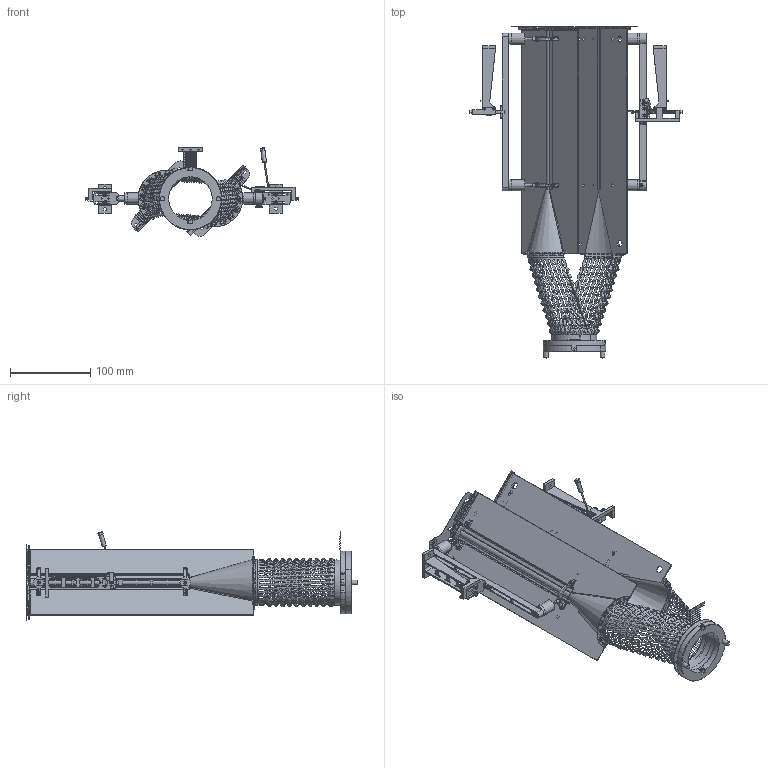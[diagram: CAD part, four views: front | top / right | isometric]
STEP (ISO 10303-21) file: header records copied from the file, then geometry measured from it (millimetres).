
FILE_DESCRIPTION(/* description */ (''),/* implementation_level */ '2;1');
FILE_NAME(/* name */ 'LHC-UNPOL-TARGET_ASB-V8-open.stp',/* time_stamp */ '2019-10-23T14:56:32+02:00',/* author */ (''),/* organization */ (''),/* preprocessor_version */ 'ST-DEVELOPER v16',/* originating_system */ 'SIEMENS PLM Software NX 11.0',/* authorisation */ '');
FILE_SCHEMA (('AUTOMOTIVE_DESIGN { 1 0 10303 214 3 1 1 1 }'));
Products named in the file (59): upstream-cell-floating_bar-connection1.1-V2-L; upstream-cell-floating_bar-connection2-V2-L; spring-6N-4N_preload; upstream-cell-floating-bar-connection1-V5; upstream-cell-floating_bar-connection3-V2-l; upstream-cell-fixed-floating_bar-connection2-V2-L; rivets-2; shaped-rivet-D2-L4; horizontal-alignment-right; floating-suspension-5.1; target-plate-suspension-support-spring-side; target-supporting-bar1-spring1-side; UGFS-tube-clamper-V7; ugs-tube-V7; ugs-transition_to_flexible_tube-V5_1; vite-testa-esagonale-M3x12; vite-M1.6x4; ugs_tube-clamper1; horizontal-alignment-left; vite-TC-M2x6; vite-M3x8; floating-suspension-alignment-L; target-plate-suspension-support-fixed-side-alignment; target-supporting-bar1-fixed-side; vite-M2x8; RF-foil-elct-connection-spring4-V8; RF-foil-elct-connection-spring2-V8; RF-foil-elct-connection-spring5-V8; RF-foil-elct-connection-spring3-V8; RF-foil-elct-connection-spring1-V8; RF-foil-electrical-connection-V8-L; unpol-target-WFS-upstream-L-V5; unpol-target-WFS-upstream1-L-V5-open; vite-TC-M6x16; engaging-flange-V6; flexible-ring; upstream-WFS-connecting-flange; pin-D3x15; half-unpol-target-R-V6; half-unpol-target-L-V6 ...
Assembly tree (131 placements, depth 5):
  LHC-UNPOL-TARGET_ASB-V8
    HALF-UNPOL-TARGET-L_ASB-V6-OPEN_MODEL
      UNPOL-TARGET-WFS-UPSTREAM-L_ASB-V6-OPEN_NX-ARRAGMNTunpol-cell-closed
        unpol-target-WFS-upstream1-L-V5-open
        unpol-target-WFS-upstream-L-V5
        RIVETS_ASB-open
          shaped-rivet-D2-L4  x16
      half-unpol-target-L-V6
      TARGET-ELECTRICAL-CONTINUITY-L_ASB-V8
        RF-foil-electrical-connection-V8-L
        RF-foil-elct-connection-spring1-V8
        RF-foil-elct-connection-spring3-V8
        RF-foil-elct-connection-spring5-V8
        RF-foil-elct-connection-spring2-V8
        RF-foil-elct-connection-spring4-V8
        RIVETS-1-L_ASB
          rivets-2  x18
      FLOATING-SUSPENSION-FOR-ALIGNMENT-L_ASB
        vite-M2x8  x9
        target-supporting-bar1-fixed-side
        target-plate-suspension-support-fixed-side-alignment
        floating-suspension-alignment-L
        vite-M3x8  x2
        vite-TC-M2x6  x5
        horizontal-alignment-left
      UGS-SYSTEM_ASB
        ugs_tube-clamper1
        vite-M1.6x4  x5
        vite-testa-esagonale-M3x12
        ugs-transition_to_flexible_tube-V5_1
        ugs-tube-V7
        UGFS-tube-clamper-V7
      FIXED-UNPOL-TARGET-FLOATING-SUPPORT_ASB
        FIXED-FLOATING-CONNECTION_ASB  x2
          vite-M1.6x4
          upstream-cell-fixed-floating_bar-connection2-V2-L
          vite-M2x8
          upstream-cell-floating_bar-connection3-V2-l
          upstream-cell-floating-bar-connection1-V5
    HALF-UNPOL-TARGET-R_ASB-V6-OPEN
      UNPOL-TARGET-WFS-UPSTREAM-R_ASB_V6-OPEN_NX-ARRAGMNTArrangement 2
        unpol-target-WFS-upstream-L-V5
        unpol-target-WFS-upstream1-L-V5-open
        RIVETS_ASB-open
          shaped-rivet-D2-L4  x16
      TARGET-ELECTRICAL-CONTINUITY-L_ASB-V8
        RF-foil-electrical-connection-V8-L
        RF-foil-elct-connection-spring1-V8
        RF-foil-elct-connection-spring3-V8
        RF-foil-elct-connection-spring5-V8
        RF-foil-elct-connection-spring2-V8
        RF-foil-elct-connection-spring4-V8
        RIVETS-1-L_ASB
          rivets-2  x18
      FLOATING-SUSPENSION-R_ASB
        vite-M2x8  x6
        target-supporting-bar1-spring1-side
        target-plate-suspension-support-spring-side
        vite-M3x8  x2
        floating-suspension-5.1
Bounding box: 264.5 x 413.2 x 110.17 mm (x, y, z)
Volume: 162059.8 mm3; surface area: 271112.1 mm2
Topology: 173 solids, 269 shells, 3746 faces, 10591 edges, 8534 vertices
Faces by surface type: plane 1800, cylinder 1119, cone 438, torus 141, extrusion 118, sphere 78, bspline 30, revolution 22
Full cylindrical faces by diameter (mm): 0.8 x38, 1.25 x13, 1.496 x13, 1.6 x137, 1.7 x4, 1.8 x8, 1.886 x26, 2 x150, 2.2 x26, 2.5 x5, 2.6 x1, 2.874 x4, 3 x28, 3.8 x24, 4 x13, 4.3 x6, 4.4 x7, 4.8 x1, 5 x2, 5.25 x1, 5.5 x4, 5.795 x2, 6 x6, 6.2 x2, 6.3 x1, 7.5 x2, 8 x6, 10 x4, 10.8 x2, 11 x2
Entity records: 80422 total; most frequent: CARTESIAN_POINT 29000, DIRECTION 9946, ORIENTED_EDGE 7538, EDGE_CURVE 4115, AXIS2_PLACEMENT_3D 3531, VERTEX_POINT 3012, VECTOR 2872, LINE 2812
